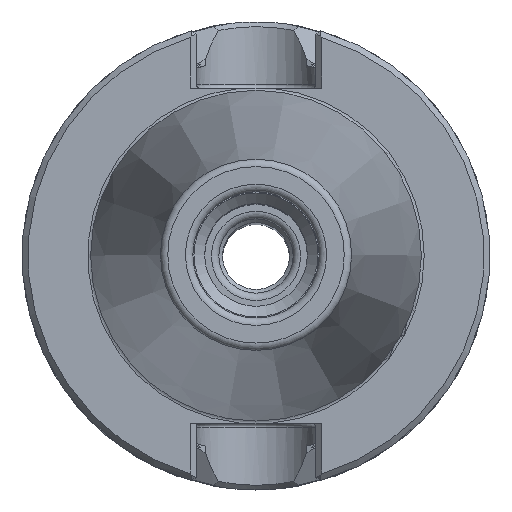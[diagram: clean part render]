
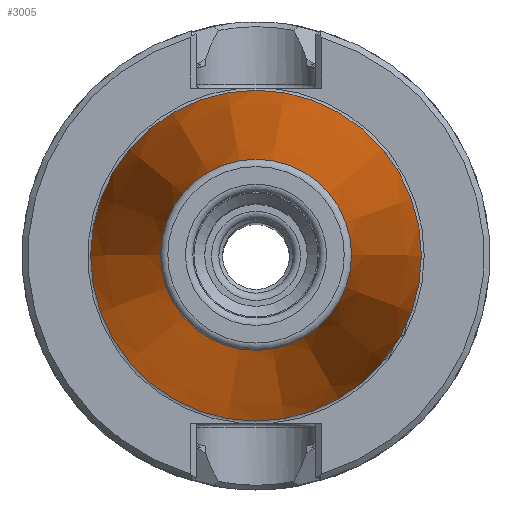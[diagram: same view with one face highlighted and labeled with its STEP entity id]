
A CAD part, top view. The second image highlights one B-rep face of the part: STEP entity #3005.
In plain terms, the highlighted conical face has half-angle 8.297 degrees and reference radius 12.871 mm.
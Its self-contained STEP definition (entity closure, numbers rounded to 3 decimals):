
#296=CONICAL_SURFACE('',#3187,12.871,0.145);
#373=ORIENTED_EDGE('',*,*,#861,.T.);
#374=ORIENTED_EDGE('',*,*,#860,.F.);
#860=EDGE_CURVE('',#1115,#1115,#1310,.T.);
#861=EDGE_CURVE('',#1116,#1116,#1311,.T.);
#1115=VERTEX_POINT('',#4139);
#1116=VERTEX_POINT('',#4142);
#1310=CIRCLE('',#3186,12.871);
#1311=CIRCLE('',#3188,22.268);
#1454=EDGE_LOOP('',(#373));
#1455=EDGE_LOOP('',(#374));
#1692=FACE_BOUND('',#1454,.T.);
#1693=FACE_BOUND('',#1455,.T.);
#3005=ADVANCED_FACE('',(#1692,#1693),#296,.T.);
#3186=AXIS2_PLACEMENT_3D('',#4138,#3521,#3522);
#3187=AXIS2_PLACEMENT_3D('',#4140,#3523,#3524);
#3188=AXIS2_PLACEMENT_3D('',#4141,#3525,#3526);
#3521=DIRECTION('',(0.,0.,1.));
#3522=DIRECTION('',(1.,0.,0.));
#3523=DIRECTION('',(0.,0.,-1.));
#3524=DIRECTION('',(-1.,0.,0.));
#3525=DIRECTION('',(0.,0.,1.));
#3526=DIRECTION('',(1.,0.,0.));
#4138=CARTESIAN_POINT('',(0.,0.,64.544));
#4139=CARTESIAN_POINT('',(12.871,0.,64.544));
#4140=CARTESIAN_POINT('',(0.,0.,64.544));
#4141=CARTESIAN_POINT('',(0.,0.,0.106));
#4142=CARTESIAN_POINT('',(22.268,0.,0.106));
